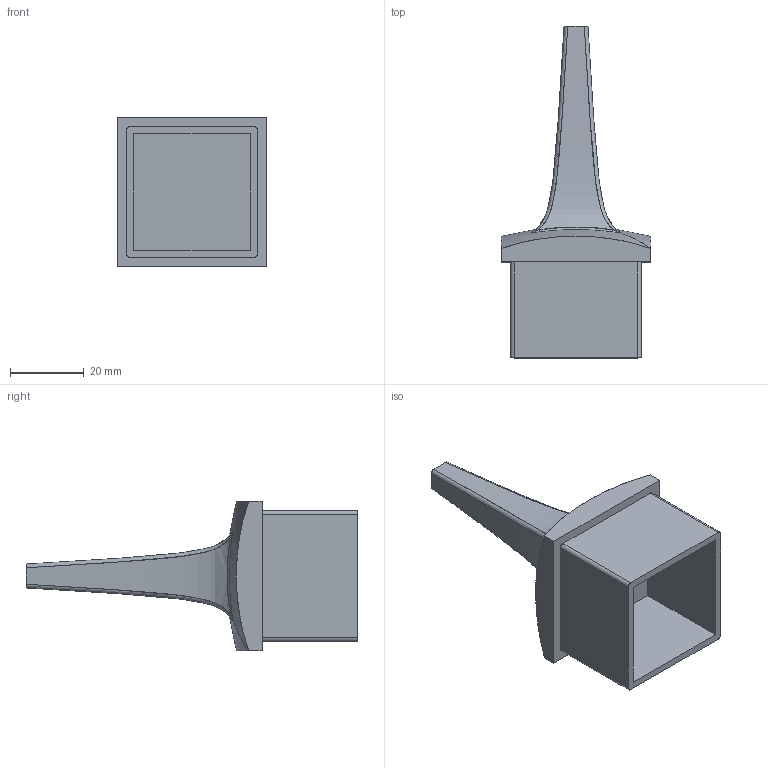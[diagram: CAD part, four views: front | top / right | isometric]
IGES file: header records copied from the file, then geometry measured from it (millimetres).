
Start section: SolidWorks IGES file using analytic representation for surfaces
Global section: file name: àðò. KRT270.IGS; native system: SolidWorks 2014; preprocessor: SolidWorks 2014; author: ba2ra; date: 140611.113033; units: millimetre
Bounding box: 40.5 x 90 x 40.5 mm (x, y, z)
Surface area: 14879.7 mm2 (no closed solid volume)
Topology: 0 solids, 0 shells, 50 faces, 862 edges, 862 vertices
Faces by surface type: bspline 44, revolution 6
